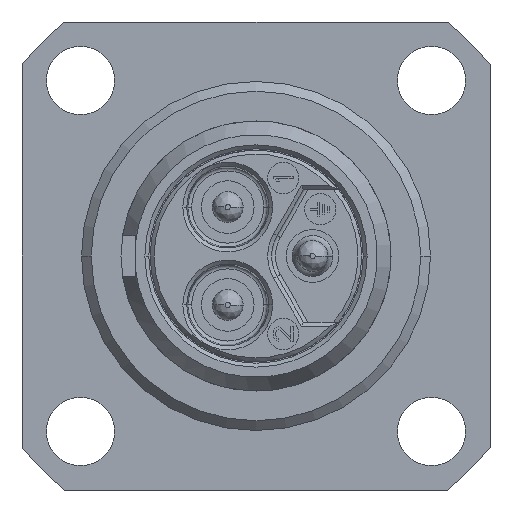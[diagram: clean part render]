
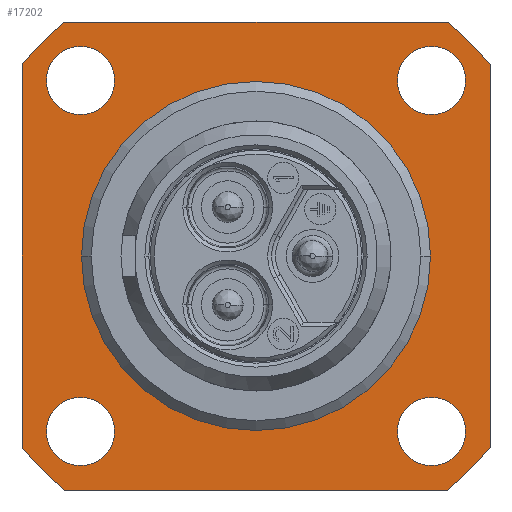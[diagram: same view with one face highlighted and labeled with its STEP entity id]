
A CAD part, left-side view. The second image highlights one B-rep face of the part: STEP entity #17202.
In plain terms, the highlighted planar face has unit normal (-1, 0, 0).
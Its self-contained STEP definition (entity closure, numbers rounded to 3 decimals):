
#2450=DIRECTION('',(0.,1.,0.));
#2451=VECTOR('',#2450,19.621);
#2452=CARTESIAN_POINT('',(0.7,-9.811,12.));
#2453=LINE('1259',#2452,#2451);
#2454=CARTESIAN_POINT('',(0.7,0.,0.));
#2455=DIRECTION('',(1.,0.,0.));
#2456=DIRECTION('',(0.,-0.633,0.774));
#2457=AXIS2_PLACEMENT_3D('',#2454,#2455,#2456);
#2459=DIRECTION('',(0.,0.,1.));
#2460=VECTOR('',#2459,19.621);
#2461=CARTESIAN_POINT('',(0.7,-12.,-9.811));
#2462=LINE('1260',#2461,#2460);
#2463=CARTESIAN_POINT('',(0.7,0.,0.));
#2464=DIRECTION('',(1.,0.,0.));
#2465=DIRECTION('',(0.,-0.774,-0.633));
#2466=AXIS2_PLACEMENT_3D('',#2463,#2464,#2465);
#2468=DIRECTION('',(0.,-1.,0.));
#2469=VECTOR('',#2468,19.621);
#2470=CARTESIAN_POINT('',(0.7,9.811,-12.));
#2471=LINE('1261',#2470,#2469);
#2472=CARTESIAN_POINT('',(0.7,0.,0.));
#2473=DIRECTION('',(1.,0.,0.));
#2474=DIRECTION('',(0.,0.633,-0.774));
#2475=AXIS2_PLACEMENT_3D('',#2472,#2473,#2474);
#2477=DIRECTION('',(0.,0.,-1.));
#2478=VECTOR('',#2477,19.621);
#2479=CARTESIAN_POINT('',(0.7,12.,9.811));
#2480=LINE('1262',#2479,#2478);
#2481=CARTESIAN_POINT('',(0.7,0.,0.));
#2482=DIRECTION('',(1.,0.,0.));
#2483=DIRECTION('',(0.,0.774,0.633));
#2484=AXIS2_PLACEMENT_3D('',#2481,#2482,#2483);
#2486=CARTESIAN_POINT('',(0.7,9.,-9.));
#2487=DIRECTION('',(-1.,0.,0.));
#2488=DIRECTION('',(0.,0.,-1.));
#2489=AXIS2_PLACEMENT_3D('',#2486,#2487,#2488);
#2491=CARTESIAN_POINT('',(0.7,9.,-9.));
#2492=DIRECTION('',(-1.,0.,0.));
#2493=DIRECTION('',(0.,0.,1.));
#2494=AXIS2_PLACEMENT_3D('',#2491,#2492,#2493);
#2496=CARTESIAN_POINT('',(0.7,9.,9.));
#2497=DIRECTION('',(-1.,0.,0.));
#2498=DIRECTION('',(0.,0.,-1.));
#2499=AXIS2_PLACEMENT_3D('',#2496,#2497,#2498);
#2501=CARTESIAN_POINT('',(0.7,9.,9.));
#2502=DIRECTION('',(-1.,0.,0.));
#2503=DIRECTION('',(0.,0.,1.));
#2504=AXIS2_PLACEMENT_3D('',#2501,#2502,#2503);
#2506=CARTESIAN_POINT('',(0.7,-9.,-9.));
#2507=DIRECTION('',(-1.,0.,0.));
#2508=DIRECTION('',(0.,0.,-1.));
#2509=AXIS2_PLACEMENT_3D('',#2506,#2507,#2508);
#2511=CARTESIAN_POINT('',(0.7,-9.,-9.));
#2512=DIRECTION('',(-1.,0.,0.));
#2513=DIRECTION('',(0.,0.,1.));
#2514=AXIS2_PLACEMENT_3D('',#2511,#2512,#2513);
#2516=CARTESIAN_POINT('',(0.7,-9.,9.));
#2517=DIRECTION('',(-1.,0.,0.));
#2518=DIRECTION('',(0.,0.,-1.));
#2519=AXIS2_PLACEMENT_3D('',#2516,#2517,#2518);
#2521=CARTESIAN_POINT('',(0.7,-9.,9.));
#2522=DIRECTION('',(-1.,0.,0.));
#2523=DIRECTION('',(0.,0.,1.));
#2524=AXIS2_PLACEMENT_3D('',#2521,#2522,#2523);
#2582=CARTESIAN_POINT('',(0.7,0.,0.));
#2583=DIRECTION('',(1.,0.,0.));
#2584=DIRECTION('',(0.,1.,0.));
#2585=AXIS2_PLACEMENT_3D('',#2582,#2583,#2584);
#2595=CARTESIAN_POINT('',(0.7,0.,0.));
#2596=DIRECTION('',(1.,0.,0.));
#2597=DIRECTION('',(0.,-1.,0.));
#2598=AXIS2_PLACEMENT_3D('',#2595,#2596,#2597);
#11651=CARTESIAN_POINT('',(0.7,8.95,0.));
#11652=VERTEX_POINT('',#11651);
#11653=CARTESIAN_POINT('',(0.7,-8.95,0.));
#11654=VERTEX_POINT('',#11653);
#11671=CARTESIAN_POINT('',(0.7,9.,-10.75));
#11672=CARTESIAN_POINT('',(0.7,9.,-7.25));
#11673=VERTEX_POINT('',#11671);
#11674=VERTEX_POINT('',#11672);
#11675=CARTESIAN_POINT('',(0.7,9.,7.25));
#11676=CARTESIAN_POINT('',(0.7,9.,10.75));
#11677=VERTEX_POINT('',#11675);
#11678=VERTEX_POINT('',#11676);
#11679=CARTESIAN_POINT('',(0.7,-9.,-10.75));
#11680=CARTESIAN_POINT('',(0.7,-9.,-7.25));
#11681=VERTEX_POINT('',#11679);
#11682=VERTEX_POINT('',#11680);
#11683=CARTESIAN_POINT('',(0.7,-9.,7.25));
#11684=CARTESIAN_POINT('',(0.7,-9.,10.75));
#11685=VERTEX_POINT('',#11683);
#11686=VERTEX_POINT('',#11684);
#11799=CARTESIAN_POINT('',(0.7,-9.811,12.));
#11800=CARTESIAN_POINT('',(0.7,9.811,12.));
#11801=VERTEX_POINT('',#11799);
#11802=VERTEX_POINT('',#11800);
#11803=CARTESIAN_POINT('',(0.7,-12.,-9.811));
#11804=CARTESIAN_POINT('',(0.7,-12.,9.811));
#11805=VERTEX_POINT('',#11803);
#11806=VERTEX_POINT('',#11804);
#11807=CARTESIAN_POINT('',(0.7,9.811,-12.));
#11808=CARTESIAN_POINT('',(0.7,-9.811,-12.));
#11809=VERTEX_POINT('',#11807);
#11810=VERTEX_POINT('',#11808);
#11811=CARTESIAN_POINT('',(0.7,12.,9.811));
#11812=CARTESIAN_POINT('',(0.7,12.,-9.811));
#11813=VERTEX_POINT('',#11811);
#11814=VERTEX_POINT('',#11812);
#17151=CARTESIAN_POINT('',(0.7,0.,0.));
#17152=DIRECTION('',(1.,0.,0.));
#17153=DIRECTION('',(0.,0.,-1.));
#17154=AXIS2_PLACEMENT_3D('',#17151,#17152,#17153);
#17155=PLANE('287',#17154);
#17156=ORIENTED_EDGE('1259',*,*,#17116,.F.);
#17157=ORIENTED_EDGE('1314',*,*,#17135,.T.);
#17159=ORIENTED_EDGE('1260',*,*,#17158,.F.);
#17161=ORIENTED_EDGE('1313',*,*,#17160,.T.);
#17163=ORIENTED_EDGE('1261',*,*,#17162,.F.);
#17165=ORIENTED_EDGE('1312',*,*,#17164,.T.);
#17167=ORIENTED_EDGE('1262',*,*,#17166,.F.);
#17169=ORIENTED_EDGE('1301',*,*,#17168,.T.);
#17170=EDGE_LOOP('287',(#17156,#17157,#17159,#17161,#17163,#17165,#17167,
#17169));
#17171=FACE_OUTER_BOUND('287',#17170,.F.);
#17173=ORIENTED_EDGE('1163',*,*,#17172,.T.);
#17175=ORIENTED_EDGE('1164',*,*,#17174,.T.);
#17176=EDGE_LOOP('287',(#17173,#17175));
#17177=FACE_BOUND('287',#17176,.F.);
#17179=ORIENTED_EDGE('1165',*,*,#17178,.T.);
#17181=ORIENTED_EDGE('1166',*,*,#17180,.T.);
#17182=EDGE_LOOP('287',(#17179,#17181));
#17183=FACE_BOUND('287',#17182,.F.);
#17185=ORIENTED_EDGE('1167',*,*,#17184,.T.);
#17187=ORIENTED_EDGE('1168',*,*,#17186,.T.);
#17188=EDGE_LOOP('287',(#17185,#17187));
#17189=FACE_BOUND('287',#17188,.F.);
#17191=ORIENTED_EDGE('1169',*,*,#17190,.T.);
#17193=ORIENTED_EDGE('1170',*,*,#17192,.T.);
#17194=EDGE_LOOP('287',(#17191,#17193));
#17195=FACE_BOUND('287',#17194,.F.);
#17197=ORIENTED_EDGE('1153',*,*,#17196,.F.);
#17199=ORIENTED_EDGE('1154',*,*,#17198,.F.);
#17200=EDGE_LOOP('287',(#17197,#17199));
#17201=FACE_BOUND('287',#17200,.F.);
#2458=CIRCLE('1314',#2457,15.5);
#2467=CIRCLE('1313',#2466,15.5);
#2476=CIRCLE('1312',#2475,15.5);
#2485=CIRCLE('1301',#2484,15.5);
#2490=CIRCLE('1163',#2489,1.75);
#2495=CIRCLE('1164',#2494,1.75);
#2500=CIRCLE('1165',#2499,1.75);
#2505=CIRCLE('1166',#2504,1.75);
#2510=CIRCLE('1167',#2509,1.75);
#2515=CIRCLE('1168',#2514,1.75);
#2520=CIRCLE('1169',#2519,1.75);
#2525=CIRCLE('1170',#2524,1.75);
#2586=CIRCLE('1153',#2585,8.95);
#2599=CIRCLE('1154',#2598,8.95);
#17116=EDGE_CURVE('1259',#11801,#11802,#2453,.T.);
#17135=EDGE_CURVE('1314',#11801,#11806,#2458,.T.);
#17158=EDGE_CURVE('1260',#11805,#11806,#2462,.T.);
#17160=EDGE_CURVE('1313',#11805,#11810,#2467,.T.);
#17162=EDGE_CURVE('1261',#11809,#11810,#2471,.T.);
#17164=EDGE_CURVE('1312',#11809,#11814,#2476,.T.);
#17166=EDGE_CURVE('1262',#11813,#11814,#2480,.T.);
#17168=EDGE_CURVE('1301',#11813,#11802,#2485,.T.);
#17172=EDGE_CURVE('1163',#11673,#11674,#2490,.T.);
#17174=EDGE_CURVE('1164',#11674,#11673,#2495,.T.);
#17178=EDGE_CURVE('1165',#11677,#11678,#2500,.T.);
#17180=EDGE_CURVE('1166',#11678,#11677,#2505,.T.);
#17184=EDGE_CURVE('1167',#11681,#11682,#2510,.T.);
#17186=EDGE_CURVE('1168',#11682,#11681,#2515,.T.);
#17190=EDGE_CURVE('1169',#11685,#11686,#2520,.T.);
#17192=EDGE_CURVE('1170',#11686,#11685,#2525,.T.);
#17196=EDGE_CURVE('1153',#11652,#11654,#2586,.T.);
#17198=EDGE_CURVE('1154',#11654,#11652,#2599,.T.);
#17202=ADVANCED_FACE('287',(#17171,#17177,#17183,#17189,#17195,#17201),#17155,
.F.);
